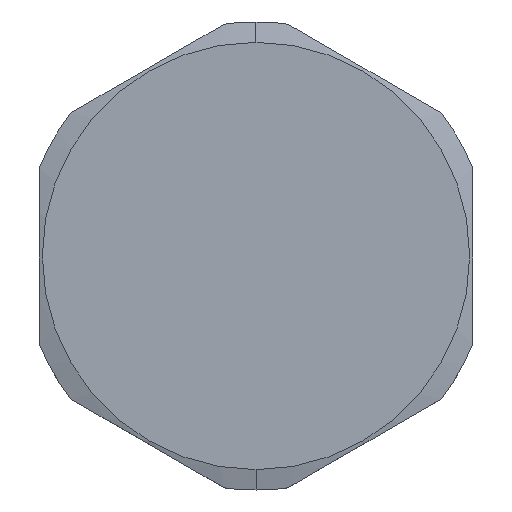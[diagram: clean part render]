
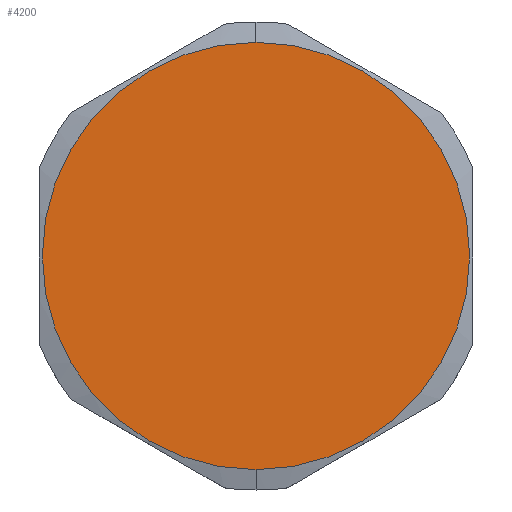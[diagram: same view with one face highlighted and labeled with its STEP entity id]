
A CAD part, top view. The second image highlights one B-rep face of the part: STEP entity #4200.
In plain terms, the highlighted face is planar.
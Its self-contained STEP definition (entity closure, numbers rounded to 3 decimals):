
#60=CARTESIAN_POINT('',(0.,0.,0.));
#70=DIRECTION('',(-1.,0.,0.));
#80=DIRECTION('',(0.,0.,1.));
#90=AXIS2_PLACEMENT_3D('',#60,#70,#80);
#100=CIRCLE('',#90,17.75);
#110=CARTESIAN_POINT('',(0.,0.,-17.75));
#120=VERTEX_POINT('',#110);
#130=CARTESIAN_POINT('',(0.,-17.75,0.));
#140=VERTEX_POINT('',#130);
#150=EDGE_CURVE('',#120,#140,#100,.T.);
#2620=CARTESIAN_POINT('',(0.,17.75,
0.));
#2630=VERTEX_POINT('',#2620);
#2660=EDGE_CURVE('',#2630,#120,#100,.T.);
#4090=CARTESIAN_POINT('',(0.,0.,-42.914));
#4100=DIRECTION('',(1.,-0.,0.));
#4110=DIRECTION('',(0.,0.,-1.));
#4120=AXIS2_PLACEMENT_3D('',#4090,#4100,#4110);
#4130=PLANE('',#4120);
#4140=EDGE_CURVE('',#140,#2630,#100,.T.);
#4150=ORIENTED_EDGE('',*,*,#4140,.T.);
#4160=ORIENTED_EDGE('',*,*,#150,.T.);
#4170=ORIENTED_EDGE('',*,*,#2660,.T.);
#4180=EDGE_LOOP('',(#4170,#4160,#4150));
#4190=FACE_OUTER_BOUND('',#4180,.T.);
#4200=ADVANCED_FACE('',(#4190),#4130,.F.);
